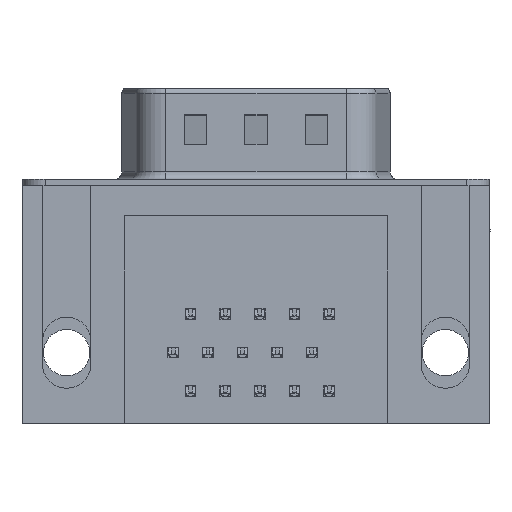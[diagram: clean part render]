
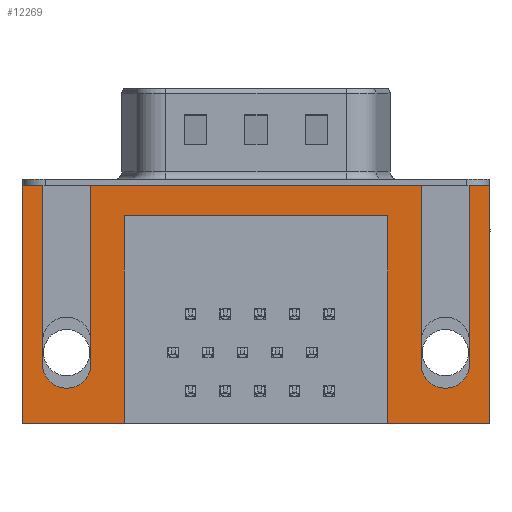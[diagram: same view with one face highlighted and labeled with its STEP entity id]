
A CAD part, front view. The second image highlights one B-rep face of the part: STEP entity #12269.
In plain terms, the highlighted planar face has unit normal (0, -1, 0).
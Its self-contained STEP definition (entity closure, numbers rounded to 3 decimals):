
#37 = LINE ( 'NONE', #1481, #12025 ) ;
#165 = CIRCLE ( 'NONE', #16268, 1.6 ) ;
#232 = VECTOR ( 'NONE', #3012, 1000. ) ;
#301 = EDGE_CURVE ( 'NONE', #14065, #12049, #37, .T. ) ;
#762 = DIRECTION ( 'NONE',  ( 0., 0., 1. ) ) ;
#1005 = EDGE_CURVE ( 'NONE', #19202, #1997, #5203, .T. ) ;
#1071 = VECTOR ( 'NONE', #11027, 1000. ) ;
#1227 = CARTESIAN_POINT ( 'NONE',  ( -2.91, -6.275, -2.5 ) ) ;
#1238 = LINE ( 'NONE', #14563, #5256 ) ;
#1391 = LINE ( 'NONE', #12060, #1863 ) ;
#1402 = CARTESIAN_POINT ( 'NONE',  ( -1.6, -6.275, 0. ) ) ;
#1481 = CARTESIAN_POINT ( 'NONE',  ( 26.59, -6.275, 0. ) ) ;
#1503 = CARTESIAN_POINT ( 'NONE',  ( 27.9, -6.275, -15.7 ) ) ;
#1718 = PLANE ( 'NONE',  #16860 ) ;
#1829 = LINE ( 'NONE', #19151, #17410 ) ;
#1863 = VECTOR ( 'NONE', #9067, 1000. ) ;
#1985 = CIRCLE ( 'NONE', #5183, 1.6 ) ;
#1997 = VERTEX_POINT ( 'NONE', #14939 ) ;
#2147 = EDGE_CURVE ( 'NONE', #7175, #18834, #11030, .T. ) ;
#2552 = CARTESIAN_POINT ( 'NONE',  ( 1.6, -6.275, 0. ) ) ;
#3012 = DIRECTION ( 'NONE',  ( -1., 0., 0. ) ) ;
#3050 = VECTOR ( 'NONE', #13662, 1000. ) ;
#3373 = CARTESIAN_POINT ( 'NONE',  ( 26.59, -6.275, -11.78 ) ) ;
#3491 = EDGE_CURVE ( 'NONE', #16239, #11752, #1829, .T. ) ;
#3811 = ORIENTED_EDGE ( 'NONE', *, *, #14414, .T. ) ;
#3871 = CARTESIAN_POINT ( 'NONE',  ( 3.79, -6.275, -2. ) ) ;
#3927 = DIRECTION ( 'NONE',  ( 0., 0., 1. ) ) ;
#3964 = ORIENTED_EDGE ( 'NONE', *, *, #3491, .F. ) ;
#4317 = CARTESIAN_POINT ( 'NONE',  ( 0., -6.275, -13.38 ) ) ;
#4330 = CARTESIAN_POINT ( 'NONE',  ( 23.39, -6.275, -11.78 ) ) ;
#4335 = EDGE_CURVE ( 'NONE', #13975, #15289, #13086, .T. ) ;
#4520 = AXIS2_PLACEMENT_3D ( 'NONE', #14569, #5587, #16123 ) ;
#4650 = EDGE_CURVE ( 'NONE', #15289, #19202, #15447, .T. ) ;
#4716 = LINE ( 'NONE', #1503, #232 ) ;
#4763 = CARTESIAN_POINT ( 'NONE',  ( -2.91, -6.275, -2.5 ) ) ;
#5007 = ORIENTED_EDGE ( 'NONE', *, *, #301, .F. ) ;
#5011 = AXIS2_PLACEMENT_3D ( 'NONE', #8114, #18690, #9644 ) ;
#5017 = CARTESIAN_POINT ( 'NONE',  ( 3.79, -6.275, -2. ) ) ;
#5054 = VECTOR ( 'NONE', #16952, 1000. ) ;
#5158 = CIRCLE ( 'NONE', #5011, 1.6 ) ;
#5183 = AXIS2_PLACEMENT_3D ( 'NONE', #14771, #5787, #16318 ) ;
#5203 = LINE ( 'NONE', #1402, #16282 ) ;
#5256 = VECTOR ( 'NONE', #14641, 1000. ) ;
#5279 = CARTESIAN_POINT ( 'NONE',  ( -2.91, -6.275, 0. ) ) ;
#5357 = CIRCLE ( 'NONE', #4520, 1.6 ) ;
#5481 = VERTEX_POINT ( 'NONE', #2552 ) ;
#5587 = DIRECTION ( 'NONE',  ( 0., -1., 0. ) ) ;
#5787 = DIRECTION ( 'NONE',  ( 0., -1., 0. ) ) ;
#5795 = EDGE_CURVE ( 'NONE', #5481, #7635, #17092, .T. ) ;
#5861 = CARTESIAN_POINT ( 'NONE',  ( 3.79, -6.275, -2. ) ) ;
#6447 = CARTESIAN_POINT ( 'NONE',  ( 21.2, -6.275, -15.7 ) ) ;
#6508 = CARTESIAN_POINT ( 'NONE',  ( 24.99, -6.275, -11.78 ) ) ;
#6873 = ORIENTED_EDGE ( 'NONE', *, *, #19451, .F. ) ;
#7051 = EDGE_CURVE ( 'NONE', #13408, #17212, #5357, .T. ) ;
#7175 = VERTEX_POINT ( 'NONE', #5861 ) ;
#7184 = VERTEX_POINT ( 'NONE', #4330 ) ;
#7225 = ORIENTED_EDGE ( 'NONE', *, *, #13706, .F. ) ;
#7435 = EDGE_CURVE ( 'NONE', #7184, #15533, #165, .T. ) ;
#7635 = VERTEX_POINT ( 'NONE', #17447 ) ;
#7784 = LINE ( 'NONE', #8113, #14829 ) ;
#7785 = ORIENTED_EDGE ( 'NONE', *, *, #2147, .F. ) ;
#7791 = DIRECTION ( 'NONE',  ( 0., 0., -1. ) ) ;
#8005 = DIRECTION ( 'NONE',  ( 0., 0., 1. ) ) ;
#8073 = CARTESIAN_POINT ( 'NONE',  ( -2.91, -6.275, 0. ) ) ;
#8113 = CARTESIAN_POINT ( 'NONE',  ( 23.39, -6.275, 0. ) ) ;
#8114 = CARTESIAN_POINT ( 'NONE',  ( 24.99, -6.275, -11.78 ) ) ;
#8267 = CARTESIAN_POINT ( 'NONE',  ( 1.6, -6.275, 0. ) ) ;
#8651 = EDGE_CURVE ( 'NONE', #15242, #7175, #12607, .T. ) ;
#9067 = DIRECTION ( 'NONE',  ( 0., 0., 1. ) ) ;
#9119 = VECTOR ( 'NONE', #14785, 1000. ) ;
#9206 = FACE_OUTER_BOUND ( 'NONE', #14071, .T. ) ;
#9388 = CARTESIAN_POINT ( 'NONE',  ( 27.9, -6.275, 0. ) ) ;
#9599 = EDGE_CURVE ( 'NONE', #1997, #13408, #1985, .T. ) ;
#9644 = DIRECTION ( 'NONE',  ( 0., 0., 1. ) ) ;
#9686 = CARTESIAN_POINT ( 'NONE',  ( 21.2, -6.275, -2. ) ) ;
#10213 = ORIENTED_EDGE ( 'NONE', *, *, #4650, .F. ) ;
#10606 = ORIENTED_EDGE ( 'NONE', *, *, #7435, .F. ) ;
#10706 = ORIENTED_EDGE ( 'NONE', *, *, #14687, .F. ) ;
#10999 = ORIENTED_EDGE ( 'NONE', *, *, #8651, .F. ) ;
#11027 = DIRECTION ( 'NONE',  ( -1., 0., 0. ) ) ;
#11030 = LINE ( 'NONE', #3871, #3050 ) ;
#11236 = ORIENTED_EDGE ( 'NONE', *, *, #19263, .F. ) ;
#11752 = VERTEX_POINT ( 'NONE', #6447 ) ;
#11938 = ORIENTED_EDGE ( 'NONE', *, *, #9599, .F. ) ;
#11955 = CARTESIAN_POINT ( 'NONE',  ( 3.79, -6.275, -15.7 ) ) ;
#12025 = VECTOR ( 'NONE', #13300, 1000. ) ;
#12049 = VERTEX_POINT ( 'NONE', #13279 ) ;
#12060 = CARTESIAN_POINT ( 'NONE',  ( 27.9, -6.275, -2.5 ) ) ;
#12082 = ORIENTED_EDGE ( 'NONE', *, *, #5795, .F. ) ;
#12264 = ORIENTED_EDGE ( 'NONE', *, *, #12793, .F. ) ;
#12269 = ADVANCED_FACE ( 'NONE', ( #9206 ), #1718, .T. ) ;
#12607 = LINE ( 'NONE', #5017, #1071 ) ;
#12640 = DIRECTION ( 'NONE',  ( 0., 0., -1. ) ) ;
#12793 = EDGE_CURVE ( 'NONE', #18834, #13975, #4716, .T. ) ;
#12982 = CARTESIAN_POINT ( 'NONE',  ( 21.2, -6.275, -2. ) ) ;
#13086 = LINE ( 'NONE', #1227, #9119 ) ;
#13279 = CARTESIAN_POINT ( 'NONE',  ( 26.59, -6.275, 0. ) ) ;
#13300 = DIRECTION ( 'NONE',  ( 0., 0., 1. ) ) ;
#13408 = VERTEX_POINT ( 'NONE', #4317 ) ;
#13507 = DIRECTION ( 'NONE',  ( 0., 0., -1. ) ) ;
#13662 = DIRECTION ( 'NONE',  ( 0., 0., -1. ) ) ;
#13706 = EDGE_CURVE ( 'NONE', #7635, #7184, #7784, .T. ) ;
#13975 = VERTEX_POINT ( 'NONE', #15079 ) ;
#14052 = CARTESIAN_POINT ( 'NONE',  ( 1.6, -6.275, -11.78 ) ) ;
#14065 = VERTEX_POINT ( 'NONE', #3373 ) ;
#14071 = EDGE_LOOP ( 'NONE', ( #5007, #10706, #10606, #7225, #12082, #11236, #18450, #11938, #17440, #10213, #14287, #12264, #7785, #10999, #17392, #3964, #3811, #6873 ) ) ;
#14177 = CARTESIAN_POINT ( 'NONE',  ( -1.6, -6.275, 0. ) ) ;
#14287 = ORIENTED_EDGE ( 'NONE', *, *, #4335, .F. ) ;
#14414 = EDGE_CURVE ( 'NONE', #16239, #14564, #1391, .T. ) ;
#14563 = CARTESIAN_POINT ( 'NONE',  ( -2.91, -6.275, 0. ) ) ;
#14564 = VERTEX_POINT ( 'NONE', #9388 ) ;
#14569 = CARTESIAN_POINT ( 'NONE',  ( 0., -6.275, -11.78 ) ) ;
#14641 = DIRECTION ( 'NONE',  ( 1., 0., 0. ) ) ;
#14687 = EDGE_CURVE ( 'NONE', #15533, #14065, #5158, .T. ) ;
#14771 = CARTESIAN_POINT ( 'NONE',  ( 0., -6.275, -11.78 ) ) ;
#14785 = DIRECTION ( 'NONE',  ( 0., 0., 1. ) ) ;
#14829 = VECTOR ( 'NONE', #12640, 1000. ) ;
#14939 = CARTESIAN_POINT ( 'NONE',  ( -1.6, -6.275, -11.78 ) ) ;
#15079 = CARTESIAN_POINT ( 'NONE',  ( -2.91, -6.275, -15.7 ) ) ;
#15137 = VECTOR ( 'NONE', #762, 1000. ) ;
#15242 = VERTEX_POINT ( 'NONE', #9686 ) ;
#15289 = VERTEX_POINT ( 'NONE', #5279 ) ;
#15395 = CARTESIAN_POINT ( 'NONE',  ( -2.91, -6.275, 0. ) ) ;
#15447 = LINE ( 'NONE', #8073, #19520 ) ;
#15533 = VERTEX_POINT ( 'NONE', #16488 ) ;
#15613 = LINE ( 'NONE', #8267, #15137 ) ;
#15924 = VECTOR ( 'NONE', #3927, 1000. ) ;
#16123 = DIRECTION ( 'NONE',  ( 0., 0., -1. ) ) ;
#16152 = DIRECTION ( 'NONE',  ( -1., 0., 0. ) ) ;
#16239 = VERTEX_POINT ( 'NONE', #17789 ) ;
#16268 = AXIS2_PLACEMENT_3D ( 'NONE', #6508, #17054, #8005 ) ;
#16282 = VECTOR ( 'NONE', #13507, 1000. ) ;
#16318 = DIRECTION ( 'NONE',  ( 0., 0., -1. ) ) ;
#16488 = CARTESIAN_POINT ( 'NONE',  ( 24.99, -6.275, -13.38 ) ) ;
#16823 = DIRECTION ( 'NONE',  ( 0., -1., 0. ) ) ;
#16860 = AXIS2_PLACEMENT_3D ( 'NONE', #4763, #16823, #7791 ) ;
#16952 = DIRECTION ( 'NONE',  ( 1., 0., 0. ) ) ;
#17054 = DIRECTION ( 'NONE',  ( 0., -1., 0. ) ) ;
#17092 = LINE ( 'NONE', #15395, #5054 ) ;
#17123 = DIRECTION ( 'NONE',  ( 1., 0., 0. ) ) ;
#17212 = VERTEX_POINT ( 'NONE', #14052 ) ;
#17392 = ORIENTED_EDGE ( 'NONE', *, *, #17429, .F. ) ;
#17410 = VECTOR ( 'NONE', #16152, 1000. ) ;
#17429 = EDGE_CURVE ( 'NONE', #11752, #15242, #19517, .T. ) ;
#17440 = ORIENTED_EDGE ( 'NONE', *, *, #1005, .F. ) ;
#17447 = CARTESIAN_POINT ( 'NONE',  ( 23.39, -6.275, 0. ) ) ;
#17789 = CARTESIAN_POINT ( 'NONE',  ( 27.9, -6.275, -15.7 ) ) ;
#18450 = ORIENTED_EDGE ( 'NONE', *, *, #7051, .F. ) ;
#18690 = DIRECTION ( 'NONE',  ( 0., -1., 0. ) ) ;
#18834 = VERTEX_POINT ( 'NONE', #11955 ) ;
#19151 = CARTESIAN_POINT ( 'NONE',  ( 27.9, -6.275, -15.7 ) ) ;
#19202 = VERTEX_POINT ( 'NONE', #14177 ) ;
#19263 = EDGE_CURVE ( 'NONE', #17212, #5481, #15613, .T. ) ;
#19451 = EDGE_CURVE ( 'NONE', #12049, #14564, #1238, .T. ) ;
#19517 = LINE ( 'NONE', #12982, #15924 ) ;
#19520 = VECTOR ( 'NONE', #17123, 1000. ) ;
